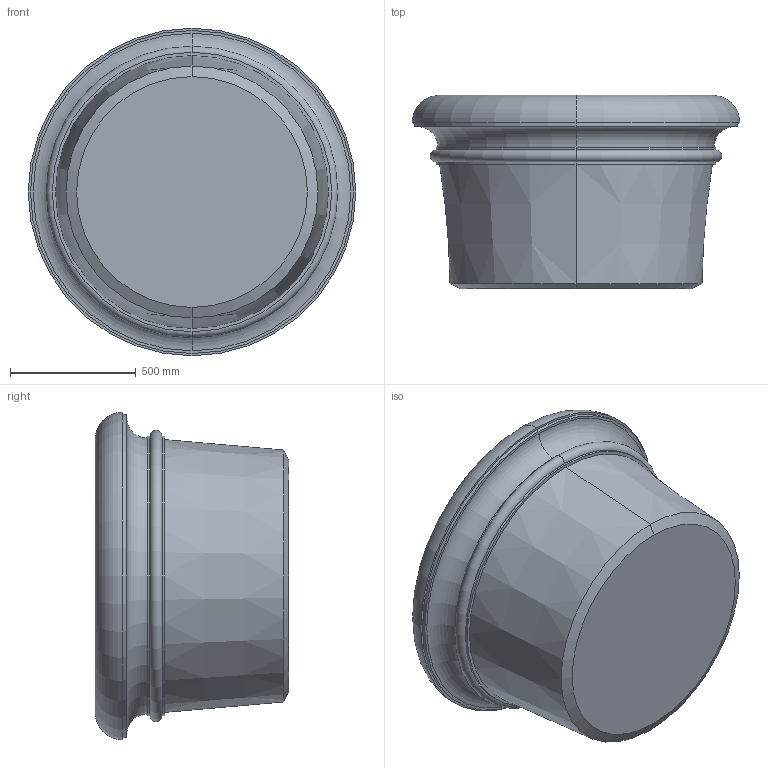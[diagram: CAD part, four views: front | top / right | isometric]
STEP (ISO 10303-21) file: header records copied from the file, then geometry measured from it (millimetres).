
FILE_DESCRIPTION (( 'STEP AP203' ), '1' );
FILE_NAME ('BORROMEO 130X75.STEP', '2020-06-01T10:00:18', ( 'admin' ), ( '' ), 'SwSTEP 2.0', 'SolidWorks 2019', '' );
FILE_SCHEMA (( 'CONFIG_CONTROL_DESIGN' ));
Length unit declared in the file: millimetre
Products named in the file (1): BORROMEO 130X75
Bounding box: 1300 x 768 x 1300 mm (x, y, z)
Volume: 210089630.9 mm3; surface area: 6889880.3 mm2
Topology: 1 solids, 1 shells, 29 faces, 56 edges, 34 vertices
Faces by surface type: torus 10, plane 7, cone 6, cylinder 6
Entity records: 831 total; most frequent: DIRECTION 160, CARTESIAN_POINT 120, ORIENTED_EDGE 112, AXIS2_PLACEMENT_3D 74, EDGE_CURVE 56, CIRCLE 44, EDGE_LOOP 34, VERTEX_POINT 34
